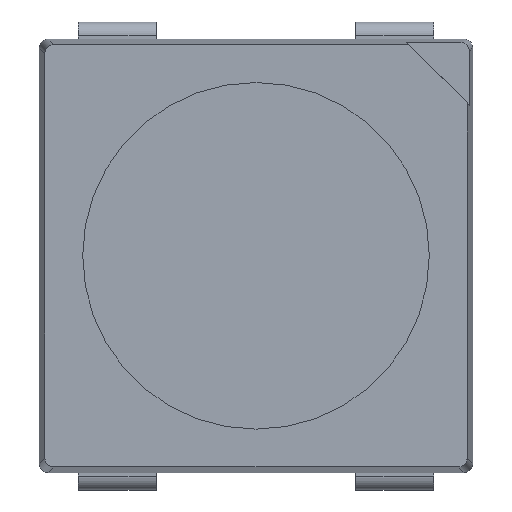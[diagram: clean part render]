
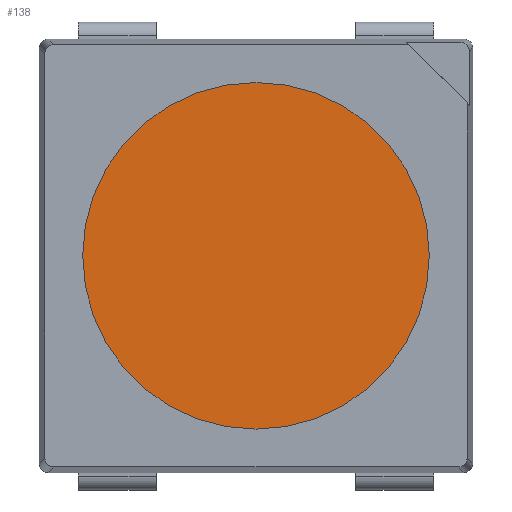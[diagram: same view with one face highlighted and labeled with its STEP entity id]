
A CAD part, top view. The second image highlights one B-rep face of the part: STEP entity #138.
In plain terms, the highlighted planar face has unit normal (0, 0, 1).
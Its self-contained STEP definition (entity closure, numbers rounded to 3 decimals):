
#78 = VERTEX_POINT('',#79);
#79 = CARTESIAN_POINT('',(0.,-2.,
    1.57));
#85 = EDGE_CURVE('',#86,#78,#88,.T.);
#86 = VERTEX_POINT('',#87);
#87 = CARTESIAN_POINT('',(0.,2.,
    1.57));
#88 = CIRCLE('',#89,2.);
#89 = AXIS2_PLACEMENT_3D('',#90,#91,#92);
#90 = CARTESIAN_POINT('',(0.,0.,1.57));
#91 = DIRECTION('',(0.,0.,1.));
#92 = DIRECTION('',(0.,1.,0.));
#117 = EDGE_CURVE('',#78,#86,#118,.T.);
#118 = CIRCLE('',#119,2.);
#119 = AXIS2_PLACEMENT_3D('',#120,#121,#122);
#120 = CARTESIAN_POINT('',(0.,0.,1.57));
#121 = DIRECTION('',(0.,0.,1.));
#122 = DIRECTION('',(0.,1.,0.));
#138 = ADVANCED_FACE('',(#139),#143,.T.);
#139 = FACE_BOUND('',#140,.T.);
#140 = EDGE_LOOP('',(#141,#142));
#141 = ORIENTED_EDGE('',*,*,#85,.T.);
#142 = ORIENTED_EDGE('',*,*,#117,.T.);
#143 = PLANE('',#144);
#144 = AXIS2_PLACEMENT_3D('',#145,#146,#147);
#145 = CARTESIAN_POINT('',(0.,0.,1.57));
#146 = DIRECTION('',(0.,0.,1.));
#147 = DIRECTION('',(0.,1.,0.));
